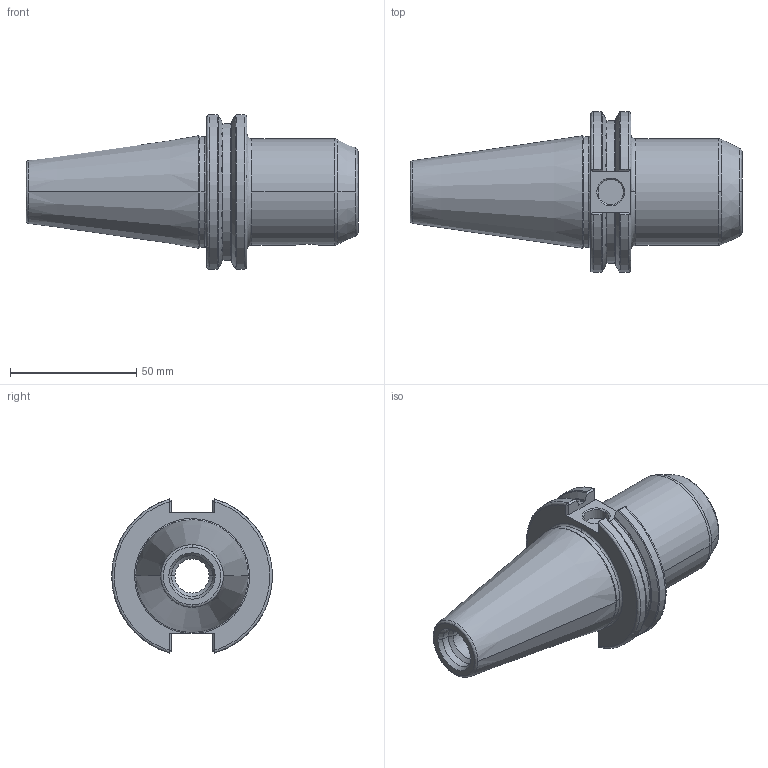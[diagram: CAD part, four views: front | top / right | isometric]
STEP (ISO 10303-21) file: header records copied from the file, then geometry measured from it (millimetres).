
FILE_DESCRIPTION (( 'STEP AP203' ), '1' );
FILE_NAME ('04-1419.STEP', '2024-03-05T18:06:19', ( '' ), ( '' ), 'SwSTEP 2.0', 'SolidWorks 2022', '' );
FILE_SCHEMA (( 'CONFIG_CONTROL_DESIGN' ));
Length unit declared in the file: inch
Products named in the file (3): 04-1419; _X2_87BA9489_X0_ GB_T 77 M8 x 8; CAT40-SLN25-63-D42_1
Assembly tree (3 placements, depth 2):
  04-1419
    CAT40-SLN25-63-D42_1
    _X2_87BA9489_X0_ GB_T 77 M8 x 8  x2
Bounding box: 131.25 x 63.47 x 60.92 mm (x, y, z)
Volume: 120323 mm3; surface area: 31402.4 mm2
Topology: 3 solids, 3 shells, 157 faces, 407 edges, 254 vertices
Faces by surface type: plane 48, bspline 40, cone 38, cylinder 31
Entity records: 7504 total; most frequent: CARTESIAN_POINT 3953, ORIENTED_EDGE 730, DIRECTION 601, EDGE_CURVE 365, VERTEX_POINT 229, AXIS2_PLACEMENT_3D 221, VECTOR 159, LINE 159
